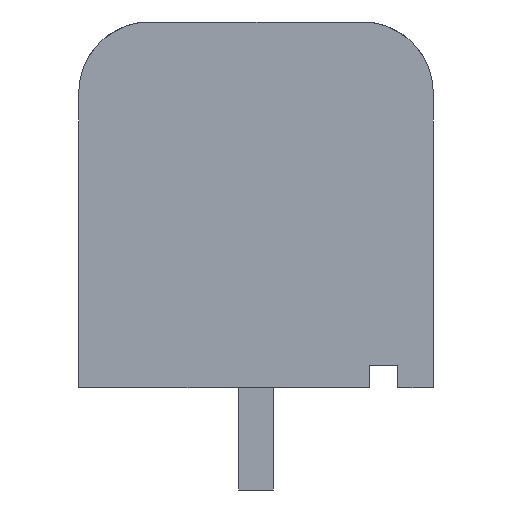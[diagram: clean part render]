
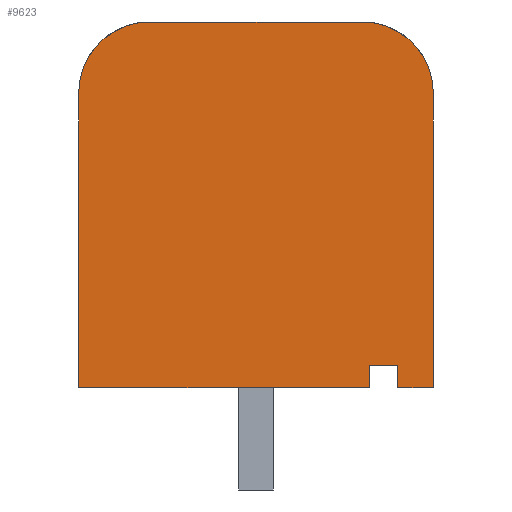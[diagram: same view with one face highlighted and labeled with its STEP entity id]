
A CAD part, left-side view. The second image highlights one B-rep face of the part: STEP entity #9623.
In plain terms, the highlighted planar face has unit normal (-1, 0, 0).
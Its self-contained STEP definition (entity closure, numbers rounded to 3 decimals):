
#134=CARTESIAN_POINT('',(-29.324,4.763,-3.175));
#135=DIRECTION('',(1.,0.,0.));
#136=DIRECTION('',(0.,1.,0.));
#137=AXIS2_PLACEMENT_3D('',#134,#135,#136);
#139=DIRECTION('',(0.,-1.,0.));
#140=VECTOR('',#139,9.525);
#141=CARTESIAN_POINT('',(-29.324,4.763,0.));
#142=LINE('',#141,#140);
#143=CARTESIAN_POINT('',(-29.324,-4.763,-3.175));
#144=DIRECTION('',(1.,0.,0.));
#145=DIRECTION('',(0.,0.,1.));
#146=AXIS2_PLACEMENT_3D('',#143,#144,#145);
#148=DIRECTION('',(0.,0.,-1.));
#149=VECTOR('',#148,13.208);
#150=CARTESIAN_POINT('',(-29.324,-7.938,-3.175));
#151=LINE('',#150,#149);
#152=DIRECTION('',(0.,1.,0.));
#153=VECTOR('',#152,1.588);
#154=CARTESIAN_POINT('',(-29.324,-7.938,-16.383));
#155=LINE('',#154,#153);
#156=DIRECTION('',(0.,0.,1.));
#157=VECTOR('',#156,1.016);
#158=CARTESIAN_POINT('',(-29.324,-6.35,-16.383));
#159=LINE('',#158,#157);
#160=DIRECTION('',(0.,1.,0.));
#161=VECTOR('',#160,1.27);
#162=CARTESIAN_POINT('',(-29.324,-6.35,-15.367));
#163=LINE('',#162,#161);
#164=DIRECTION('',(0.,0.,-1.));
#165=VECTOR('',#164,1.016);
#166=CARTESIAN_POINT('',(-29.324,-5.08,-15.367));
#167=LINE('',#166,#165);
#168=DIRECTION('',(0.,1.,0.));
#169=VECTOR('',#168,13.018);
#170=CARTESIAN_POINT('',(-29.324,-5.08,-16.383));
#171=LINE('',#170,#169);
#172=DIRECTION('',(0.,0.,1.));
#173=VECTOR('',#172,13.208);
#174=CARTESIAN_POINT('',(-29.324,7.938,-16.383));
#175=LINE('',#174,#173);
#7446=CARTESIAN_POINT('',(-29.324,7.938,-3.175));
#7447=CARTESIAN_POINT('',(-29.324,4.763,0.));
#7448=VERTEX_POINT('',#7446);
#7449=VERTEX_POINT('',#7447);
#7450=CARTESIAN_POINT('',(-29.324,-4.763,0.));
#7451=VERTEX_POINT('',#7450);
#7452=CARTESIAN_POINT('',(-29.324,-7.938,-3.175));
#7453=VERTEX_POINT('',#7452);
#7454=CARTESIAN_POINT('',(-29.324,-7.938,-16.383));
#7455=VERTEX_POINT('',#7454);
#7456=CARTESIAN_POINT('',(-29.324,-5.08,-16.383));
#7457=CARTESIAN_POINT('',(-29.324,7.938,-16.383));
#7458=VERTEX_POINT('',#7456);
#7459=VERTEX_POINT('',#7457);
#7802=CARTESIAN_POINT('',(-29.324,-6.35,-16.383));
#7803=VERTEX_POINT('',#7802);
#7804=CARTESIAN_POINT('',(-29.324,-6.35,-15.367));
#7805=VERTEX_POINT('',#7804);
#7806=CARTESIAN_POINT('',(-29.324,-5.08,-15.367));
#7807=VERTEX_POINT('',#7806);
#9596=CARTESIAN_POINT('',(-29.324,0.,0.));
#9597=DIRECTION('',(1.,0.,0.));
#9598=DIRECTION('',(0.,0.,-1.));
#9599=AXIS2_PLACEMENT_3D('',#9596,#9597,#9598);
#9600=PLANE('',#9599);
#9602=ORIENTED_EDGE('',*,*,#9601,.T.);
#9604=ORIENTED_EDGE('',*,*,#9603,.T.);
#9606=ORIENTED_EDGE('',*,*,#9605,.T.);
#9608=ORIENTED_EDGE('',*,*,#9607,.T.);
#9610=ORIENTED_EDGE('',*,*,#9609,.T.);
#9612=ORIENTED_EDGE('',*,*,#9611,.T.);
#9614=ORIENTED_EDGE('',*,*,#9613,.T.);
#9616=ORIENTED_EDGE('',*,*,#9615,.T.);
#9618=ORIENTED_EDGE('',*,*,#9617,.T.);
#9620=ORIENTED_EDGE('',*,*,#9619,.T.);
#9621=EDGE_LOOP('',(#9602,#9604,#9606,#9608,#9610,#9612,#9614,#9616,#9618,
#9620));
#9622=FACE_OUTER_BOUND('',#9621,.F.);
#138=CIRCLE('',#137,3.175);
#147=CIRCLE('',#146,3.175);
#9601=EDGE_CURVE('',#7448,#7449,#138,.T.);
#9603=EDGE_CURVE('',#7449,#7451,#142,.T.);
#9605=EDGE_CURVE('',#7451,#7453,#147,.T.);
#9607=EDGE_CURVE('',#7453,#7455,#151,.T.);
#9609=EDGE_CURVE('',#7455,#7803,#155,.T.);
#9611=EDGE_CURVE('',#7803,#7805,#159,.T.);
#9613=EDGE_CURVE('',#7805,#7807,#163,.T.);
#9615=EDGE_CURVE('',#7807,#7458,#167,.T.);
#9617=EDGE_CURVE('',#7458,#7459,#171,.T.);
#9619=EDGE_CURVE('',#7459,#7448,#175,.T.);
#9623=ADVANCED_FACE('',(#9622),#9600,.F.);
